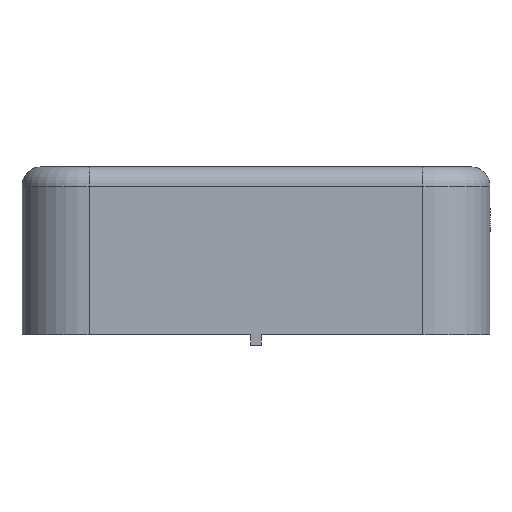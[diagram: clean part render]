
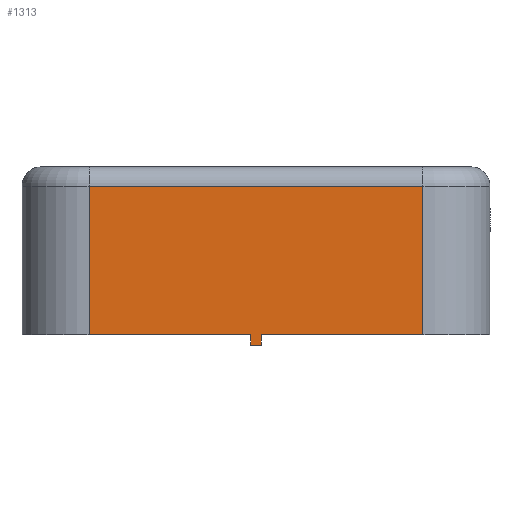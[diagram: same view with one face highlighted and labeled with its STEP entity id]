
A CAD part, left-side view. The second image highlights one B-rep face of the part: STEP entity #1313.
In plain terms, the highlighted face is planar.
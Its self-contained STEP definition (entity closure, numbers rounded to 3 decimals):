
#36=LINE('',#1944,#144);
#44=LINE('',#1982,#152);
#64=LINE('',#2065,#172);
#70=LINE('',#2082,#178);
#92=LINE('',#2148,#200);
#96=LINE('',#2163,#204);
#115=LINE('',#2226,#223);
#118=LINE('',#2234,#226);
#144=VECTOR('',#1526,1000.);
#152=VECTOR('',#1560,1000.);
#172=VECTOR('',#1642,1000.);
#178=VECTOR('',#1660,1000.);
#200=VECTOR('',#1722,1000.);
#204=VECTOR('',#1738,1000.);
#223=VECTOR('',#1809,1000.);
#226=VECTOR('',#1820,1000.);
#261=PLANE('',#1466);
#476=ORIENTED_EDGE('',*,*,#799,.T.);
#477=ORIENTED_EDGE('',*,*,#758,.F.);
#478=ORIENTED_EDGE('',*,*,#717,.F.);
#479=ORIENTED_EDGE('',*,*,#804,.T.);
#480=ORIENTED_EDGE('',*,*,#660,.T.);
#481=ORIENTED_EDGE('',*,*,#726,.F.);
#482=ORIENTED_EDGE('',*,*,#765,.F.);
#483=ORIENTED_EDGE('',*,*,#677,.T.);
#660=EDGE_CURVE('',#849,#848,#36,.T.);
#677=EDGE_CURVE('',#866,#865,#44,.T.);
#717=EDGE_CURVE('',#897,#898,#64,.T.);
#726=EDGE_CURVE('',#902,#848,#70,.T.);
#758=EDGE_CURVE('',#898,#926,#92,.T.);
#765=EDGE_CURVE('',#866,#902,#96,.T.);
#799=EDGE_CURVE('',#865,#926,#115,.T.);
#804=EDGE_CURVE('',#897,#849,#118,.T.);
#848=VERTEX_POINT('',#1943);
#849=VERTEX_POINT('',#1945);
#865=VERTEX_POINT('',#1981);
#866=VERTEX_POINT('',#1983);
#897=VERTEX_POINT('',#2064);
#898=VERTEX_POINT('',#2066);
#902=VERTEX_POINT('',#2081);
#926=VERTEX_POINT('',#2147);
#1098=EDGE_LOOP('',(#476,#477,#478,#479,#480,#481,#482,#483));
#1192=FACE_BOUND('',#1098,.T.);
#1313=ADVANCED_FACE('',(#1192),#261,.T.);
#1466=AXIS2_PLACEMENT_3D('',#2233,#1818,#1819);
#1526=DIRECTION('',(-1.,0.,0.));
#1560=DIRECTION('',(0.,-1.,0.));
#1642=DIRECTION('',(1.,0.,0.));
#1660=DIRECTION('',(0.,-1.,0.));
#1722=DIRECTION('',(0.,1.,0.));
#1738=DIRECTION('',(-1.,0.,0.));
#1809=DIRECTION('',(-1.,0.,0.));
#1818=DIRECTION('',(0.,0.,-1.));
#1819=DIRECTION('',(-1.,0.,0.));
#1820=DIRECTION('',(0.,1.,0.));
#1943=CARTESIAN_POINT('',(-9.45,-9.5,-20.75));
#1944=CARTESIAN_POINT('',(9.45,-9.5,-20.75));
#1945=CARTESIAN_POINT('',(-0.3,-9.5,-20.75));
#1981=CARTESIAN_POINT('',(9.45,-9.5,-20.75));
#1982=CARTESIAN_POINT('',(9.45,0.,-20.75));
#1983=CARTESIAN_POINT('',(9.45,-1.1,-20.75));
#2064=CARTESIAN_POINT('',(-0.3,-10.1,-20.75));
#2065=CARTESIAN_POINT('',(-0.3,-10.1,-20.75));
#2066=CARTESIAN_POINT('',(0.3,-10.1,-20.75));
#2081=CARTESIAN_POINT('',(-9.45,-1.1,-20.75));
#2082=CARTESIAN_POINT('',(-9.45,0.,-20.75));
#2147=CARTESIAN_POINT('',(0.3,-9.5,-20.75));
#2148=CARTESIAN_POINT('',(0.3,-10.1,-20.75));
#2163=CARTESIAN_POINT('',(9.45,-1.1,-20.75));
#2226=CARTESIAN_POINT('',(9.45,-9.5,-20.75));
#2233=CARTESIAN_POINT('',(9.45,0.,-20.75));
#2234=CARTESIAN_POINT('',(-0.3,-10.1,-20.75));
